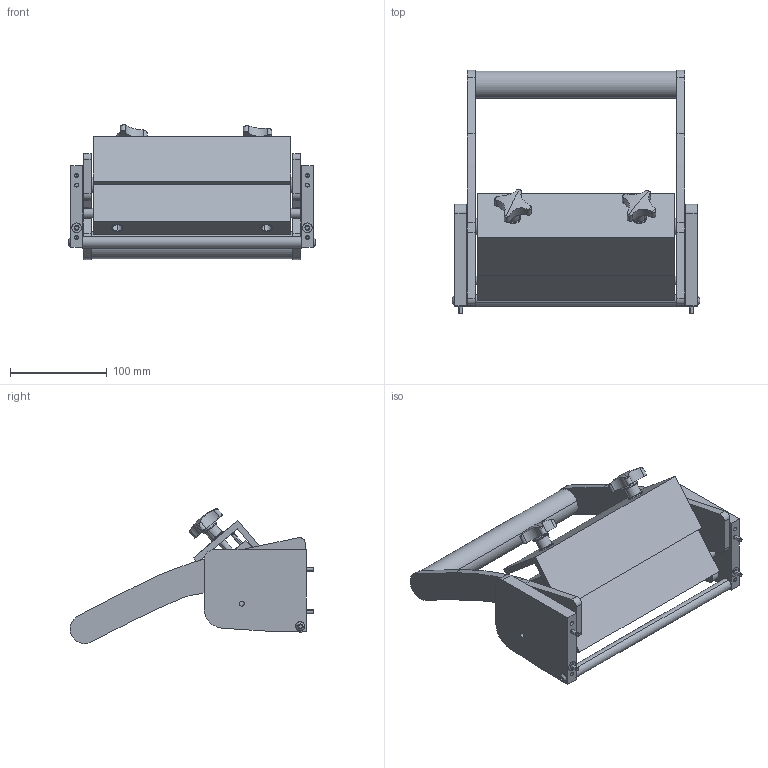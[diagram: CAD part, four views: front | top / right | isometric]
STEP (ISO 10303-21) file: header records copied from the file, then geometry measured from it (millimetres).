
FILE_DESCRIPTION (( 'STEP AP214' ), '1' );
FILE_NAME ('44120~1.STEP', '2019-06-03T08:25:31', ( '' ), ( '' ), 'SwSTEP 2.0', 'SolidWorks 2018', '' );
FILE_SCHEMA (( 'AUTOMOTIVE_DESIGN' ));
Length unit declared in the file: millimetre
Products named in the file (25): 16318~0; 38779~0_S; 2680~0_4 m6 x 20; 3013~0; 38904~0; 17281~0_S; 39399~5_S; 33552_34lg~0; 40594~2_S; 28459~0; 40572~2_KUNDE<S>; 44120~1; 2608~0; 39057~2_S; 38784~1_S; 38608~7_S; 14999~0_Spring Pin ISO 8752 - 3 x 20 - St; 40595~1_KUNDE<S>; 40891~1_KUNDE<S>; ISO7380~n_M05,0x020; 49687~0_S; 2702~0; DIN6325~n_08,0m6x040; 2678~0; 41362~0_S
Assembly tree (47 placements, depth 2):
  44120~1
    40572~2_KUNDE<S>
    40595~1_KUNDE<S>
    40891~1_KUNDE<S>  x2
    38784~1_S
    40594~2_S
    38608~7_S
    39399~5_S
    39057~2_S  x2
    2608~0  x2
    28459~0  x4
    33552_34lg~0  x2
    17281~0_S
    38904~0  x4
    41362~0_S  x2
    3013~0  x2
    38779~0_S  x2
    2680~0_4 m6 x 20  x4
    DIN6325~n_08,0m6x040  x2
    2702~0  x2
    2678~0  x4
    16318~0  x2
    ISO7380~n_M05,0x020  x2
    14999~0_Spring Pin ISO 8752 - 3 x 20 - St
    49687~0_S
Bounding box: 255.5 x 251.3 x 139.38 mm (x, y, z)
Volume: 964078.9 mm3; surface area: 301246.3 mm2
Topology: 47 solids, 47 shells, 571 faces, 1284 edges, 799 vertices
Faces by surface type: cylinder 245, plane 161, cone 103, bspline 34, sphere 24, torus 4
Entity records: 17877 total; most frequent: CARTESIAN_POINT 7619, DIRECTION 1891, ORIENTED_EDGE 1580, EDGE_CURVE 790, AXIS2_PLACEMENT_3D 759, VERTEX_POINT 512, EDGE_LOOP 434, VECTOR 373
